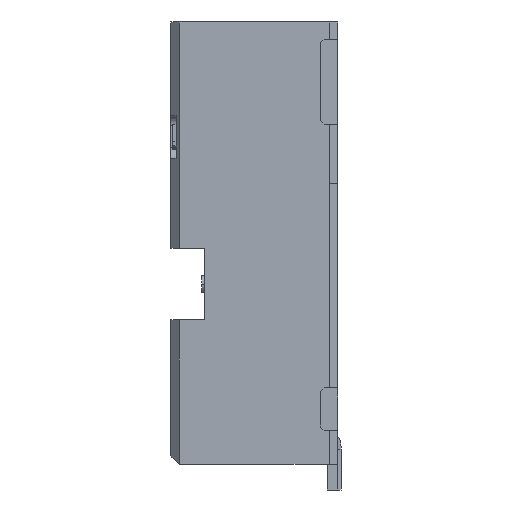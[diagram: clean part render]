
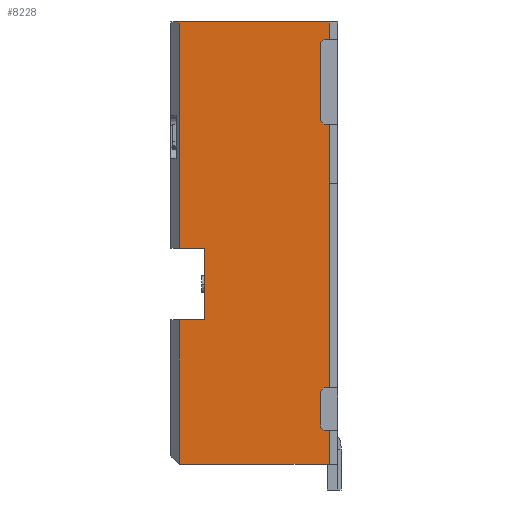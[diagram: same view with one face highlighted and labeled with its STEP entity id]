
A CAD part, left-side view. The second image highlights one B-rep face of the part: STEP entity #8228.
In plain terms, the highlighted planar face has unit normal (-1, 0, 0).
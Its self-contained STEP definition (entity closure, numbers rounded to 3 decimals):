
#849=DIRECTION('',(0.,-1.,0.));
#850=VECTOR('',#849,0.88);
#851=CARTESIAN_POINT('',(-1.475,0.93,0.));
#852=LINE('',#851,#850);
#1491=DIRECTION('',(0.,1.,0.));
#1492=VECTOR('',#1491,0.88);
#1493=CARTESIAN_POINT('',(-1.475,0.05,2.6));
#1494=LINE('',#1493,#1492);
#2007=DIRECTION('',(0.,1.,0.));
#2008=VECTOR('',#2007,0.03);
#2009=CARTESIAN_POINT('',(-1.475,0.05,0.2));
#2010=LINE('',#2009,#2008);
#2011=DIRECTION('',(0.,0.,1.));
#2012=VECTOR('',#2011,0.42);
#2013=CARTESIAN_POINT('',(-1.475,0.78,0.85));
#2014=LINE('',#2013,#2012);
#2015=DIRECTION('',(0.,1.,0.));
#2016=VECTOR('',#2015,0.03);
#2017=CARTESIAN_POINT('',(-1.475,0.05,2.5));
#2018=LINE('',#2017,#2016);
#2019=DIRECTION('',(0.,0.707,-0.707));
#2020=VECTOR('',#2019,0.028);
#2021=CARTESIAN_POINT('',(-1.475,0.08,2.5));
#2022=LINE('',#2021,#2020);
#2023=DIRECTION('',(0.,0.,-1.));
#2024=VECTOR('',#2023,0.46);
#2025=CARTESIAN_POINT('',(-1.475,0.1,2.48));
#2026=LINE('',#2025,#2024);
#2027=DIRECTION('',(0.,-0.707,-0.707));
#2028=VECTOR('',#2027,0.028);
#2029=CARTESIAN_POINT('',(-1.475,0.1,2.02));
#2030=LINE('',#2029,#2028);
#2031=DIRECTION('',(0.,1.,0.));
#2032=VECTOR('',#2031,0.03);
#2033=CARTESIAN_POINT('',(-1.475,0.05,2.));
#2034=LINE('',#2033,#2032);
#2035=DIRECTION('',(0.,1.,0.));
#2036=VECTOR('',#2035,0.03);
#2037=CARTESIAN_POINT('',(-1.475,0.05,0.45));
#2038=LINE('',#2037,#2036);
#2039=DIRECTION('',(0.,0.707,-0.707));
#2040=VECTOR('',#2039,0.028);
#2041=CARTESIAN_POINT('',(-1.475,0.08,0.45));
#2042=LINE('',#2041,#2040);
#2043=DIRECTION('',(0.,0.,-1.));
#2044=VECTOR('',#2043,0.21);
#2045=CARTESIAN_POINT('',(-1.475,0.1,0.43));
#2046=LINE('',#2045,#2044);
#2047=DIRECTION('',(0.,-0.707,-0.707));
#2048=VECTOR('',#2047,0.028);
#2049=CARTESIAN_POINT('',(-1.475,0.1,0.22));
#2050=LINE('',#2049,#2048);
#2087=DIRECTION('',(0.,0.,1.));
#2088=VECTOR('',#2087,1.55);
#2089=CARTESIAN_POINT('',(-1.475,0.05,0.45));
#2090=LINE('',#2089,#2088);
#2267=DIRECTION('',(0.,-1.,0.));
#2268=VECTOR('',#2267,0.15);
#2269=CARTESIAN_POINT('',(-1.475,0.93,1.27));
#2270=LINE('',#2269,#2268);
#2313=DIRECTION('',(0.,0.,-1.));
#2314=VECTOR('',#2313,1.33);
#2315=CARTESIAN_POINT('',(-1.475,0.93,2.6));
#2316=LINE('',#2315,#2314);
#2475=DIRECTION('',(0.,1.,0.));
#2476=VECTOR('',#2475,0.15);
#2477=CARTESIAN_POINT('',(-1.475,0.78,0.85));
#2478=LINE('',#2477,#2476);
#2483=DIRECTION('',(0.,0.,-1.));
#2484=VECTOR('',#2483,0.85);
#2485=CARTESIAN_POINT('',(-1.475,0.93,0.85));
#2486=LINE('',#2485,#2484);
#2728=DIRECTION('',(0.,0.,1.));
#2729=VECTOR('',#2728,0.2);
#2730=CARTESIAN_POINT('',(-1.475,0.05,0.));
#2731=LINE('',#2730,#2729);
#2752=DIRECTION('',(0.,0.,1.));
#2753=VECTOR('',#2752,0.1);
#2754=CARTESIAN_POINT('',(-1.475,0.05,2.5));
#2755=LINE('',#2754,#2753);
#3976=CARTESIAN_POINT('',(-1.475,0.78,0.85));
#3978=VERTEX_POINT('',#3976);
#3979=CARTESIAN_POINT('',(-1.475,0.78,1.27));
#3980=VERTEX_POINT('',#3979);
#3991=CARTESIAN_POINT('',(-1.475,0.93,1.27));
#3992=VERTEX_POINT('',#3991);
#3993=CARTESIAN_POINT('',(-1.475,0.93,2.6));
#3994=VERTEX_POINT('',#3993);
#3995=CARTESIAN_POINT('',(-1.475,0.93,0.));
#3996=CARTESIAN_POINT('',(-1.475,0.05,0.));
#3997=VERTEX_POINT('',#3995);
#3998=VERTEX_POINT('',#3996);
#3999=CARTESIAN_POINT('',(-1.475,0.93,0.85));
#4000=VERTEX_POINT('',#3999);
#4089=CARTESIAN_POINT('',(-1.475,0.05,2.6));
#4090=VERTEX_POINT('',#4089);
#4573=CARTESIAN_POINT('',(-1.475,0.05,0.2));
#4574=CARTESIAN_POINT('',(-1.475,0.08,0.2));
#4575=VERTEX_POINT('',#4573);
#4576=VERTEX_POINT('',#4574);
#4577=CARTESIAN_POINT('',(-1.475,0.1,0.43));
#4578=CARTESIAN_POINT('',(-1.475,0.1,0.22));
#4579=VERTEX_POINT('',#4577);
#4580=VERTEX_POINT('',#4578);
#4581=CARTESIAN_POINT('',(-1.475,0.05,0.45));
#4582=CARTESIAN_POINT('',(-1.475,0.08,0.45));
#4583=VERTEX_POINT('',#4581);
#4584=VERTEX_POINT('',#4582);
#4585=CARTESIAN_POINT('',(-1.475,0.05,2.5));
#4586=CARTESIAN_POINT('',(-1.475,0.08,2.5));
#4587=VERTEX_POINT('',#4585);
#4588=VERTEX_POINT('',#4586);
#4589=CARTESIAN_POINT('',(-1.475,0.05,2.));
#4590=CARTESIAN_POINT('',(-1.475,0.08,2.));
#4591=VERTEX_POINT('',#4589);
#4592=VERTEX_POINT('',#4590);
#4593=CARTESIAN_POINT('',(-1.475,0.1,2.48));
#4594=CARTESIAN_POINT('',(-1.475,0.1,2.02));
#4595=VERTEX_POINT('',#4593);
#4596=VERTEX_POINT('',#4594);
#8184=CARTESIAN_POINT('',(-1.475,0.49,1.3));
#8185=DIRECTION('',(1.,0.,0.));
#8186=DIRECTION('',(0.,0.,1.));
#8187=AXIS2_PLACEMENT_3D('',#8184,#8185,#8186);
#8188=PLANE('',#8187);
#8190=ORIENTED_EDGE('',*,*,#8189,.F.);
#8192=ORIENTED_EDGE('',*,*,#8191,.F.);
#8193=ORIENTED_EDGE('',*,*,#6430,.F.);
#8195=ORIENTED_EDGE('',*,*,#8194,.F.);
#8197=ORIENTED_EDGE('',*,*,#8196,.F.);
#8199=ORIENTED_EDGE('',*,*,#8198,.T.);
#8201=ORIENTED_EDGE('',*,*,#8200,.F.);
#8203=ORIENTED_EDGE('',*,*,#8202,.F.);
#8204=ORIENTED_EDGE('',*,*,#7455,.F.);
#8206=ORIENTED_EDGE('',*,*,#8205,.F.);
#8207=ORIENTED_EDGE('',*,*,#8164,.T.);
#8209=ORIENTED_EDGE('',*,*,#8208,.T.);
#8211=ORIENTED_EDGE('',*,*,#8210,.T.);
#8213=ORIENTED_EDGE('',*,*,#8212,.T.);
#8215=ORIENTED_EDGE('',*,*,#8214,.F.);
#8217=ORIENTED_EDGE('',*,*,#8216,.F.);
#8219=ORIENTED_EDGE('',*,*,#8218,.T.);
#8221=ORIENTED_EDGE('',*,*,#8220,.T.);
#8223=ORIENTED_EDGE('',*,*,#8222,.T.);
#8225=ORIENTED_EDGE('',*,*,#8224,.T.);
#8226=EDGE_LOOP('',(#8190,#8192,#8193,#8195,#8197,#8199,#8201,#8203,#8204,#8206,
#8207,#8209,#8211,#8213,#8215,#8217,#8219,#8221,#8223,#8225));
#8227=FACE_OUTER_BOUND('',#8226,.F.);
#8228=ADVANCED_FACE('',(#8227),#8188,.F.);
#6430=EDGE_CURVE('',#3997,#3998,#852,.T.);
#7455=EDGE_CURVE('',#4090,#3994,#1494,.T.);
#8164=EDGE_CURVE('',#4587,#4588,#2018,.T.);
#8189=EDGE_CURVE('',#4575,#4576,#2010,.T.);
#8191=EDGE_CURVE('',#3998,#4575,#2731,.T.);
#8194=EDGE_CURVE('',#4000,#3997,#2486,.T.);
#8196=EDGE_CURVE('',#3978,#4000,#2478,.T.);
#8198=EDGE_CURVE('',#3978,#3980,#2014,.T.);
#8200=EDGE_CURVE('',#3992,#3980,#2270,.T.);
#8202=EDGE_CURVE('',#3994,#3992,#2316,.T.);
#8205=EDGE_CURVE('',#4587,#4090,#2755,.T.);
#8208=EDGE_CURVE('',#4588,#4595,#2022,.T.);
#8210=EDGE_CURVE('',#4595,#4596,#2026,.T.);
#8212=EDGE_CURVE('',#4596,#4592,#2030,.T.);
#8214=EDGE_CURVE('',#4591,#4592,#2034,.T.);
#8216=EDGE_CURVE('',#4583,#4591,#2090,.T.);
#8218=EDGE_CURVE('',#4583,#4584,#2038,.T.);
#8220=EDGE_CURVE('',#4584,#4579,#2042,.T.);
#8222=EDGE_CURVE('',#4579,#4580,#2046,.T.);
#8224=EDGE_CURVE('',#4580,#4576,#2050,.T.);
